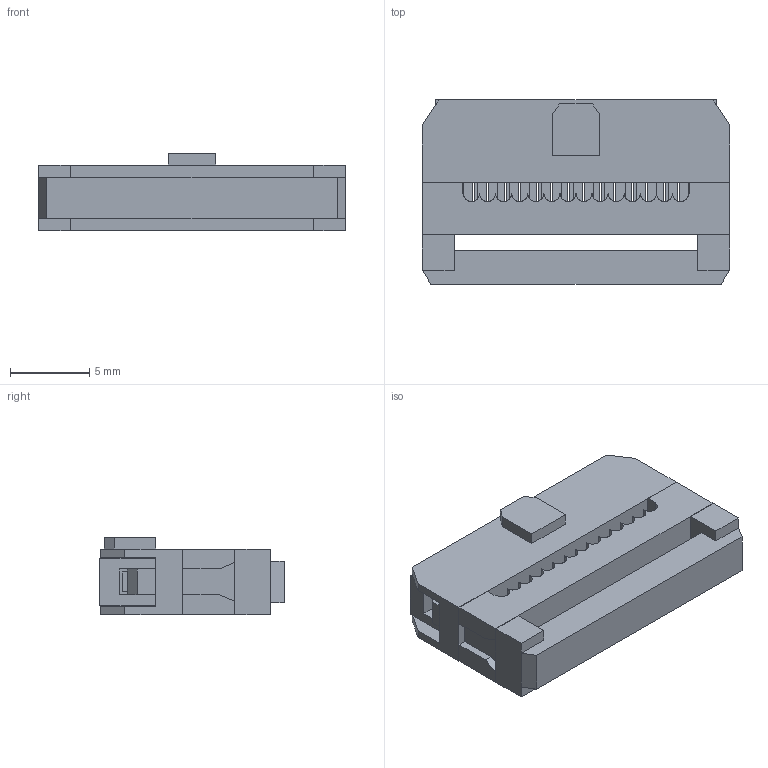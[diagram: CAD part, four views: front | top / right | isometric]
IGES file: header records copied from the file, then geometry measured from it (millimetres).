
Start section: SolidWorks IGES file using analytic representation for surfaces
Global section: file name: IDS-2 .IGS; native system: SolidWorks 2014; preprocessor: SolidWorks 2014; author: ewilson; date: 140729.104559; units: inch
Bounding box: 19.37 x 11.63 x 4.88 mm (x, y, z)
Surface area: 1422.6 mm2 (no closed solid volume)
Topology: 0 solids, 0 shells, 507 faces, 2994 edges, 2994 vertices
Faces by surface type: bspline 479, revolution 28
